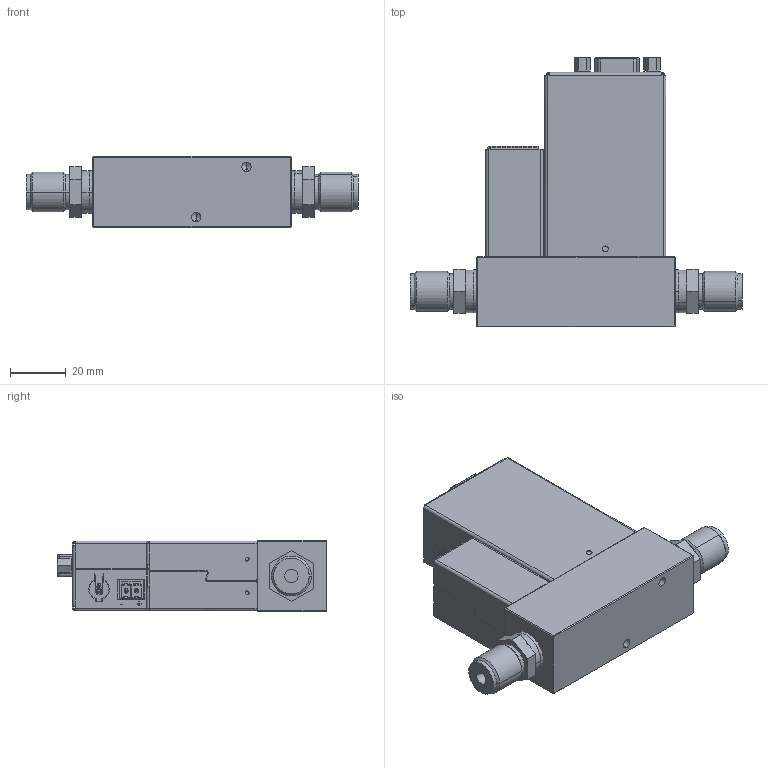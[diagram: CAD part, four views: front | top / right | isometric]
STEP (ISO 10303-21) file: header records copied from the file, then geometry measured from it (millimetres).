
FILE_DESCRIPTION (( 'STEP AP214' ), '1' );
FILE_NAME ('MF1-Controller-4VCR-PROFIBUS[MF1CgggrrrR4s0].STEP', '2013-02-06T23:49:53', ( '' ), ( '' ), 'SwSTEP 2.0', 'SolidWorks 2011', '' );
FILE_SCHEMA (( 'AUTOMOTIVE_DESIGN' ));
Length unit declared in the file: millimetre
Products named in the file (1): MF1-Controller-4VCR-PROFIBUS[MF1CgggrrrR4s0]
Bounding box: 118.73 x 96.5 x 25.4 mm (x, y, z)
Volume: 123373.6 mm3; surface area: 33210.3 mm2
Topology: 1 solids, 13 shells, 1390 faces, 4498 edges, 3306 vertices
Faces by surface type: plane 963, cylinder 364, cone 42, bspline 21
Entity records: 74076 total; most frequent: CARTESIAN_POINT 18955, ORIENTED_EDGE 8948, DIRECTION 7351, EDGE_CURVE 4474, VERTEX_POINT 3306, LINE 2955, VECTOR 2955, AXIS2_PLACEMENT_3D 2198
